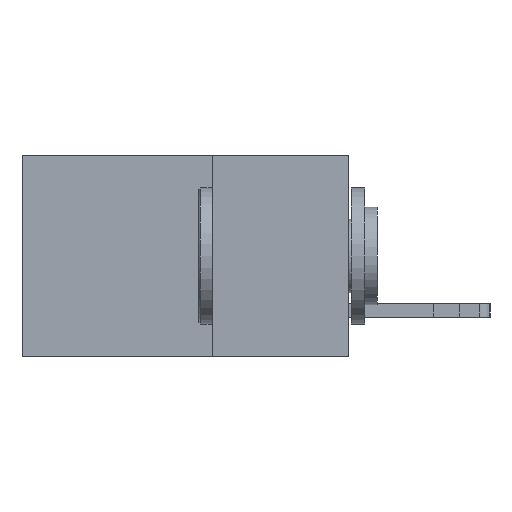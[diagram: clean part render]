
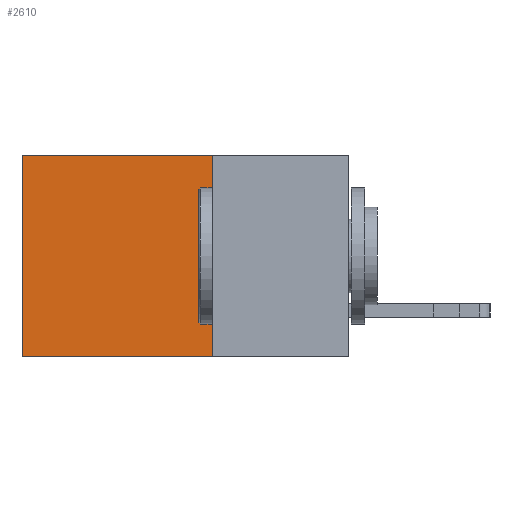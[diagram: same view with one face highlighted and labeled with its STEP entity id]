
A CAD part, left-side view. The second image highlights one B-rep face of the part: STEP entity #2610.
In plain terms, the highlighted planar face has unit normal (-1, 0, 0).
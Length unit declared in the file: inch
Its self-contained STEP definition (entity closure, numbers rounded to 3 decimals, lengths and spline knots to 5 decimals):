
#460 = EDGE_CURVE ( 'NONE', #3484, #10461, #1486, .T. ) ;
#727 = DIRECTION ( 'NONE',  ( 1., 0., 0. ) ) ;
#741 = LINE ( 'NONE', #10752, #9708 ) ;
#961 = EDGE_CURVE ( 'NONE', #2327, #10952, #3660, .T. ) ;
#1486 = LINE ( 'NONE', #2560, #6017 ) ;
#1620 = ORIENTED_EDGE ( 'NONE', *, *, #961, .T. ) ;
#1970 = ORIENTED_EDGE ( 'NONE', *, *, #5406, .F. ) ;
#2327 = VERTEX_POINT ( 'NONE', #7584 ) ;
#2560 = CARTESIAN_POINT ( 'NONE',  ( 0.298, 0.25, 0. ) ) ;
#2610 = ADVANCED_FACE ( 'NONE', ( #5567 ), #9588, .F. ) ;
#2614 = DIRECTION ( 'NONE',  ( 0., 0., -1. ) ) ;
#2818 = LINE ( 'NONE', #6404, #11490 ) ;
#3054 = ORIENTED_EDGE ( 'NONE', *, *, #460, .F. ) ;
#3484 = VERTEX_POINT ( 'NONE', #9100 ) ;
#3660 = LINE ( 'NONE', #7097, #8338 ) ;
#4627 = CARTESIAN_POINT ( 'NONE',  ( 0.298, 0.6, -0.37 ) ) ;
#5406 = EDGE_CURVE ( 'NONE', #10461, #10952, #741, .T. ) ;
#5567 = FACE_OUTER_BOUND ( 'NONE', #6725, .T. ) ;
#6017 = VECTOR ( 'NONE', #2614, 39.37008 ) ;
#6404 = CARTESIAN_POINT ( 'NONE',  ( 0.298, 0.25, 0. ) ) ;
#6625 = CARTESIAN_POINT ( 'NONE',  ( 0.298, 0.25, -0.37 ) ) ;
#6725 = EDGE_LOOP ( 'NONE', ( #1620, #1970, #3054, #10956 ) ) ;
#7097 = CARTESIAN_POINT ( 'NONE',  ( 0.298, 0.6, 0. ) ) ;
#7584 = CARTESIAN_POINT ( 'NONE',  ( 0.298, 0.6, 0. ) ) ;
#8095 = DIRECTION ( 'NONE',  ( 0., 0., -1. ) ) ;
#8338 = VECTOR ( 'NONE', #8095, 39.37008 ) ;
#9100 = CARTESIAN_POINT ( 'NONE',  ( 0.298, 0.25, 0. ) ) ;
#9136 = EDGE_CURVE ( 'NONE', #3484, #2327, #2818, .T. ) ;
#9493 = DIRECTION ( 'NONE',  ( 0., 1., 0. ) ) ;
#9588 = PLANE ( 'NONE',  #11003 ) ;
#9624 = CARTESIAN_POINT ( 'NONE',  ( 0.298, 0.25, 0. ) ) ;
#9708 = VECTOR ( 'NONE', #9493, 39.37008 ) ;
#9825 = DIRECTION ( 'NONE',  ( 0., 1., 0. ) ) ;
#10461 = VERTEX_POINT ( 'NONE', #6625 ) ;
#10752 = CARTESIAN_POINT ( 'NONE',  ( 0.298, 0.25, -0.37 ) ) ;
#10943 = DIRECTION ( 'NONE',  ( 0., 0., -1. ) ) ;
#10952 = VERTEX_POINT ( 'NONE', #4627 ) ;
#10956 = ORIENTED_EDGE ( 'NONE', *, *, #9136, .T. ) ;
#11003 = AXIS2_PLACEMENT_3D ( 'NONE', #9624, #727, #10943 ) ;
#11490 = VECTOR ( 'NONE', #9825, 39.37008 ) ;
